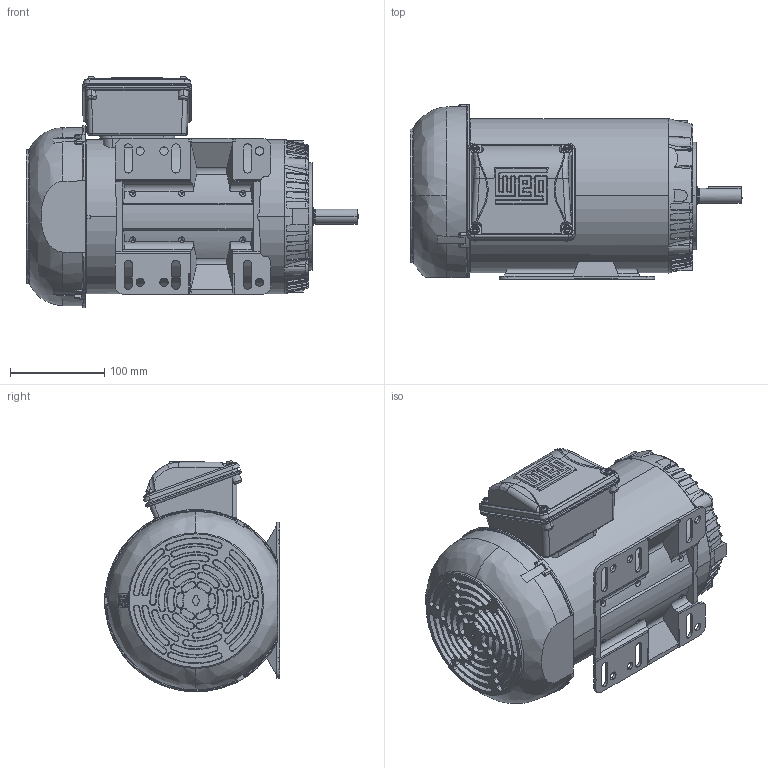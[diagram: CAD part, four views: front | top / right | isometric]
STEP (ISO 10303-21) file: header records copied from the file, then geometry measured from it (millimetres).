
FILE_DESCRIPTION (( 'STEP AP214' ), '1' );
FILE_NAME ('56HC_3PH_TEFC_GP_13898 broken base surfs w 1PHNB 1 fxt.STEP', '2022-09-20T17:10:54', ( '' ), ( '' ), 'SwSTEP 2.0', 'SolidWorks 2021', '' );
FILE_SCHEMA (( 'AUTOMOTIVE_DESIGN' ));
Length unit declared in the file: inch
Products named in the file (1): 56HC_3PH_TEFC_GP_13898 broken base surfs w 1PHNB 1 fxt
Bounding box: 353.1 x 186.13 x 246.32 mm (x, y, z)
Volume: 7181929.5 mm3; surface area: 470539.1 mm2
Topology: 14 solids, 30 shells, 1483 faces, 3936 edges, 2562 vertices
Faces by surface type: plane 557, cylinder 355, cone 322, bspline 249
Entity records: 58951 total; most frequent: CARTESIAN_POINT 25052, ORIENTED_EDGE 7838, DIRECTION 6034, EDGE_CURVE 3919, VERTEX_POINT 2562, AXIS2_PLACEMENT_3D 2246, EDGE_LOOP 1573, VECTOR 1542
